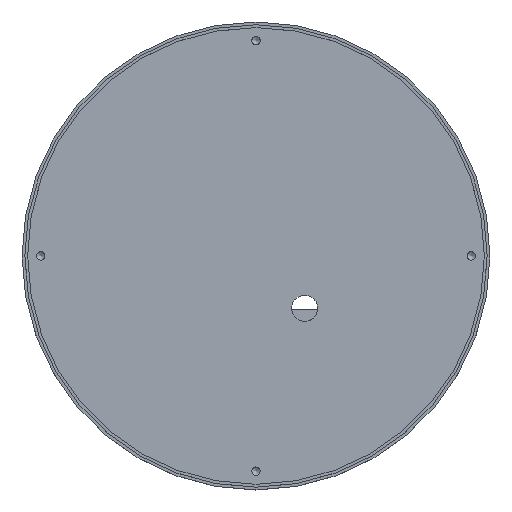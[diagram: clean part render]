
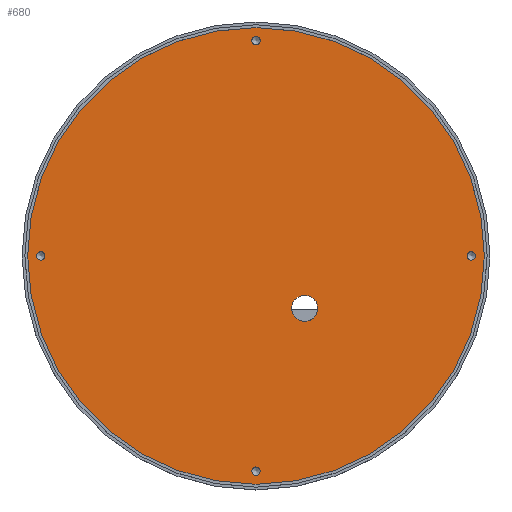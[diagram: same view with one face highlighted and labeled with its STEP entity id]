
A CAD part, top view. The second image highlights one B-rep face of the part: STEP entity #680.
In plain terms, the highlighted planar face has unit normal (0, 0, 1).
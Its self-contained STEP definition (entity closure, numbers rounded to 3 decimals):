
#23=FACE_BOUND('',#136,.T.);
#24=FACE_BOUND('',#137,.T.);
#25=FACE_BOUND('',#138,.T.);
#26=FACE_BOUND('',#139,.T.);
#27=FACE_BOUND('',#140,.T.);
#32=CIRCLE('',#707,7.);
#36=CIRCLE('',#718,2.264);
#38=CIRCLE('',#722,2.264);
#40=CIRCLE('',#726,2.264);
#42=CIRCLE('',#730,2.264);
#44=CIRCLE('',#733,122.);
#93=FACE_OUTER_BOUND('',#135,.T.);
#135=EDGE_LOOP('',(#609));
#136=EDGE_LOOP('',(#610));
#137=EDGE_LOOP('',(#611));
#138=EDGE_LOOP('',(#612));
#139=EDGE_LOOP('',(#613));
#140=EDGE_LOOP('',(#614));
#321=VERTEX_POINT('',#1040);
#331=VERTEX_POINT('',#1074);
#334=VERTEX_POINT('',#1083);
#337=VERTEX_POINT('',#1092);
#340=VERTEX_POINT('',#1101);
#342=VERTEX_POINT('',#1107);
#398=EDGE_CURVE('',#321,#321,#32,.T.);
#415=EDGE_CURVE('',#331,#331,#36,.T.);
#419=EDGE_CURVE('',#334,#334,#38,.T.);
#423=EDGE_CURVE('',#337,#337,#40,.T.);
#427=EDGE_CURVE('',#340,#340,#42,.T.);
#431=EDGE_CURVE('',#342,#342,#44,.T.);
#609=ORIENTED_EDGE('',*,*,#431,.T.);
#610=ORIENTED_EDGE('',*,*,#398,.T.);
#611=ORIENTED_EDGE('',*,*,#415,.T.);
#612=ORIENTED_EDGE('',*,*,#419,.T.);
#613=ORIENTED_EDGE('',*,*,#423,.T.);
#614=ORIENTED_EDGE('',*,*,#427,.T.);
#643=PLANE('',#740);
#680=ADVANCED_FACE('',(#93,#23,#24,#25,#26,#27),#643,.T.);
#707=AXIS2_PLACEMENT_3D('',#1041,#838,#839);
#718=AXIS2_PLACEMENT_3D('',#1075,#873,#874);
#722=AXIS2_PLACEMENT_3D('',#1084,#883,#884);
#726=AXIS2_PLACEMENT_3D('',#1093,#893,#894);
#730=AXIS2_PLACEMENT_3D('',#1102,#903,#904);
#733=AXIS2_PLACEMENT_3D('',#1109,#911,#912);
#740=AXIS2_PLACEMENT_3D('',#1120,#926,#927);
#838=DIRECTION('center_axis',(0.,0.,-1.));
#839=DIRECTION('ref_axis',(-1.,0.,0.));
#873=DIRECTION('center_axis',(0.,0.,-1.));
#874=DIRECTION('ref_axis',(1.,0.,0.));
#883=DIRECTION('center_axis',(0.,0.,-1.));
#884=DIRECTION('ref_axis',(1.,0.,0.));
#893=DIRECTION('center_axis',(0.,0.,-1.));
#894=DIRECTION('ref_axis',(1.,0.,0.));
#903=DIRECTION('center_axis',(0.,0.,-1.));
#904=DIRECTION('ref_axis',(1.,0.,0.));
#911=DIRECTION('center_axis',(0.,0.,1.));
#912=DIRECTION('ref_axis',(-1.,0.,0.));
#926=DIRECTION('center_axis',(0.,0.,1.));
#927=DIRECTION('ref_axis',(-1.,0.,0.));
#1040=CARTESIAN_POINT('',(33.,-28.,20.));
#1041=CARTESIAN_POINT('Origin',(26.,-28.,20.));
#1074=CARTESIAN_POINT('',(-2.263,115.,20.));
#1075=CARTESIAN_POINT('Origin',(0.002,115.,20.));
#1083=CARTESIAN_POINT('',(-2.266,-115.,20.));
#1084=CARTESIAN_POINT('Origin',(-0.002,-115.,20.));
#1092=CARTESIAN_POINT('',(-117.264,0.002,20.));
#1093=CARTESIAN_POINT('Origin',(-115.,0.002,20.));
#1101=CARTESIAN_POINT('',(112.736,-0.002,20.));
#1102=CARTESIAN_POINT('Origin',(115.,-0.002,20.));
#1107=CARTESIAN_POINT('',(122.,0.,20.));
#1109=CARTESIAN_POINT('Origin',(0.,0.,20.));
#1120=CARTESIAN_POINT('Origin',(0.,0.,20.));
